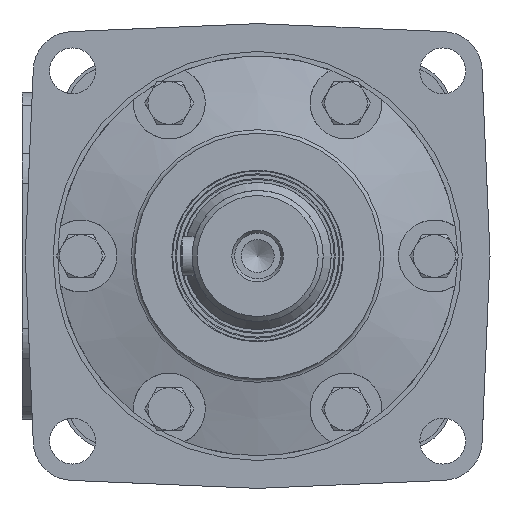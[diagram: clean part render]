
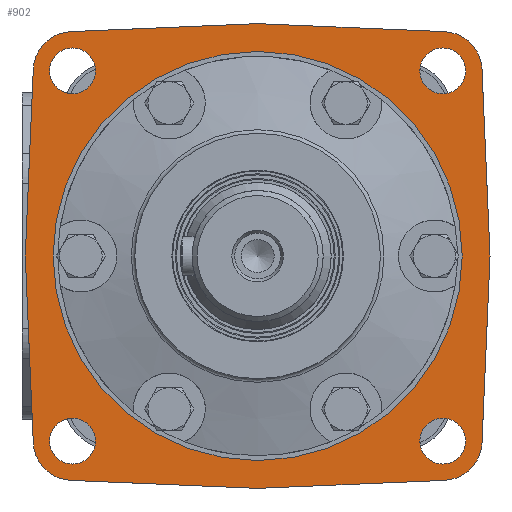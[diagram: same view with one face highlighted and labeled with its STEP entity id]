
A CAD part, left-side view. The second image highlights one B-rep face of the part: STEP entity #902.
In plain terms, the highlighted planar face has unit normal (-1, 0, 0).
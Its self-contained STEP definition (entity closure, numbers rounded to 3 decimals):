
#902 = ADVANCED_FACE( '', ( #2156, #2157, #2158, #2159, #2160, #2161 ), #2162, .F. );
#2156 = FACE_BOUND( '', #3950, .T. );
#2157 = FACE_BOUND( '', #3951, .T. );
#2158 = FACE_BOUND( '', #3952, .T. );
#2159 = FACE_BOUND( '', #3953, .T. );
#2160 = FACE_BOUND( '', #3954, .T. );
#2161 = FACE_OUTER_BOUND( '', #3955, .T. );
#2162 = PLANE( '', #3956 );
#3950 = EDGE_LOOP( '', ( #6335 ) );
#3951 = EDGE_LOOP( '', ( #6336 ) );
#3952 = EDGE_LOOP( '', ( #6337 ) );
#3953 = EDGE_LOOP( '', ( #6338 ) );
#3954 = EDGE_LOOP( '', ( #6339 ) );
#3955 = EDGE_LOOP( '', ( #6340, #6341, #6342, #6343, #6344, #6345, #6346, #6347, #6348, #6349, #6350, #6351 ) );
#3956 = AXIS2_PLACEMENT_3D( '', #6352, #6353, #6354 );
#6335 = ORIENTED_EDGE( '', *, *, #10183, .T. );
#6336 = ORIENTED_EDGE( '', *, *, #9805, .T. );
#6337 = ORIENTED_EDGE( '', *, *, #10184, .T. );
#6338 = ORIENTED_EDGE( '', *, *, #9983, .T. );
#6339 = ORIENTED_EDGE( '', *, *, #10185, .T. );
#6340 = ORIENTED_EDGE( '', *, *, #9731, .F. );
#6341 = ORIENTED_EDGE( '', *, *, #10186, .F. );
#6342 = ORIENTED_EDGE( '', *, *, #10187, .F. );
#6343 = ORIENTED_EDGE( '', *, *, #9715, .F. );
#6344 = ORIENTED_EDGE( '', *, *, #10188, .F. );
#6345 = ORIENTED_EDGE( '', *, *, #10189, .F. );
#6346 = ORIENTED_EDGE( '', *, *, #10190, .F. );
#6347 = ORIENTED_EDGE( '', *, *, #10191, .F. );
#6348 = ORIENTED_EDGE( '', *, *, #10192, .F. );
#6349 = ORIENTED_EDGE( '', *, *, #10193, .F. );
#6350 = ORIENTED_EDGE( '', *, *, #10194, .F. );
#6351 = ORIENTED_EDGE( '', *, *, #10195, .F. );
#6352 = CARTESIAN_POINT( '', ( 30.5, -56.569, 56.569 ) );
#6353 = DIRECTION( '', ( 1., 0., 0. ) );
#6354 = DIRECTION( '', ( 0., 0., -1. ) );
#9715 = EDGE_CURVE( '', #11400, #11402, #11403, .T. );
#9731 = EDGE_CURVE( '', #11429, #11431, #11432, .T. );
#9805 = EDGE_CURVE( '', #11565, #11565, #11566, .T. );
#9983 = EDGE_CURVE( '', #11870, #11870, #11871, .T. );
#10183 = EDGE_CURVE( '', #12185, #12185, #12186, .T. );
#10184 = EDGE_CURVE( '', #12187, #12187, #12188, .T. );
#10185 = EDGE_CURVE( '', #12189, #12189, #12190, .T. );
#10186 = EDGE_CURVE( '', #12191, #11429, #12192, .T. );
#10187 = EDGE_CURVE( '', #11402, #12191, #12193, .T. );
#10188 = EDGE_CURVE( '', #12194, #11400, #12195, .T. );
#10189 = EDGE_CURVE( '', #12196, #12194, #12197, .T. );
#10190 = EDGE_CURVE( '', #12198, #12196, #12199, .T. );
#10191 = EDGE_CURVE( '', #12200, #12198, #12201, .T. );
#10192 = EDGE_CURVE( '', #12202, #12200, #12203, .T. );
#10193 = EDGE_CURVE( '', #12204, #12202, #12205, .T. );
#10194 = EDGE_CURVE( '', #12206, #12204, #12207, .T. );
#10195 = EDGE_CURVE( '', #11431, #12206, #12208, .T. );
#11400 = VERTEX_POINT( '', #13827 );
#11402 = VERTEX_POINT( '', #13830 );
#11403 = LINE( '', #13831, #13832 );
#11429 = VERTEX_POINT( '', #13876 );
#11431 = VERTEX_POINT( '', #13879 );
#11432 = LINE( '', #13880, #13881 );
#11565 = VERTEX_POINT( '', #14147 );
#11566 = CIRCLE( '', #14148, 7. );
#11870 = VERTEX_POINT( '', #14637 );
#11871 = CIRCLE( '', #14638, 7. );
#12185 = VERTEX_POINT( '', #15304 );
#12186 = CIRCLE( '', #15305, 62.5 );
#12187 = VERTEX_POINT( '', #15306 );
#12188 = CIRCLE( '', #15307, 7. );
#12189 = VERTEX_POINT( '', #15308 );
#12190 = CIRCLE( '', #15309, 7. );
#12191 = VERTEX_POINT( '', #15310 );
#12192 = CIRCLE( '', #15311, 12. );
#12193 = LINE( '', #15312, #15313 );
#12194 = VERTEX_POINT( '', #15314 );
#12195 = CIRCLE( '', #15315, 12. );
#12196 = VERTEX_POINT( '', #15316 );
#12197 = LINE( '', #15317, #15318 );
#12198 = VERTEX_POINT( '', #15319 );
#12199 = LINE( '', #15320, #15321 );
#12200 = VERTEX_POINT( '', #15322 );
#12201 = CIRCLE( '', #15323, 12. );
#12202 = VERTEX_POINT( '', #15324 );
#12203 = LINE( '', #15325, #15326 );
#12204 = VERTEX_POINT( '', #15327 );
#12205 = LINE( '', #15328, #15329 );
#12206 = VERTEX_POINT( '', #15330 );
#12207 = CIRCLE( '', #15331, 12. );
#12208 = LINE( '', #15332, #15333 );
#13827 = CARTESIAN_POINT( '', ( 30.5, 68.558, -57.082 ) );
#13830 = CARTESIAN_POINT( '', ( 30.5, 71., 0. ) );
#13831 = CARTESIAN_POINT( '', ( 30.5, 68.558, -57.082 ) );
#13832 = VECTOR( '', #18197, 1000. );
#13876 = CARTESIAN_POINT( '', ( 30.5, 57.082, 68.558 ) );
#13879 = CARTESIAN_POINT( '', ( 30.5, 0., 71. ) );
#13880 = CARTESIAN_POINT( '', ( 30.5, 57.082, 68.558 ) );
#13881 = VECTOR( '', #18214, 1000. );
#14147 = CARTESIAN_POINT( '', ( 30.5, -56.57, 49.57 ) );
#14148 = AXIS2_PLACEMENT_3D( '', #18316, #18317, #18318 );
#14637 = CARTESIAN_POINT( '', ( 30.5, -56.57, -63.57 ) );
#14638 = AXIS2_PLACEMENT_3D( '', #18549, #18550, #18551 );
#15304 = CARTESIAN_POINT( '', ( 30.5, 0., -62.5 ) );
#15305 = AXIS2_PLACEMENT_3D( '', #18802, #18803, #18804 );
#15306 = CARTESIAN_POINT( '', ( 30.5, 56.57, 49.57 ) );
#15307 = AXIS2_PLACEMENT_3D( '', #18805, #18806, #18807 );
#15308 = CARTESIAN_POINT( '', ( 30.5, 56.57, -63.57 ) );
#15309 = AXIS2_PLACEMENT_3D( '', #18808, #18809, #18810 );
#15310 = CARTESIAN_POINT( '', ( 30.5, 68.558, 57.082 ) );
#15311 = AXIS2_PLACEMENT_3D( '', #18811, #18812, #18813 );
#15312 = CARTESIAN_POINT( '', ( 30.5, 71., 0. ) );
#15313 = VECTOR( '', #18814, 1000. );
#15314 = CARTESIAN_POINT( '', ( 30.5, 57.082, -68.558 ) );
#15315 = AXIS2_PLACEMENT_3D( '', #18815, #18816, #18817 );
#15316 = CARTESIAN_POINT( '', ( 30.5, 0., -71. ) );
#15317 = CARTESIAN_POINT( '', ( 30.5, 0., -71. ) );
#15318 = VECTOR( '', #18818, 1000. );
#15319 = CARTESIAN_POINT( '', ( 30.5, -57.082, -68.558 ) );
#15320 = CARTESIAN_POINT( '', ( 30.5, -57.082, -68.558 ) );
#15321 = VECTOR( '', #18819, 1000. );
#15322 = CARTESIAN_POINT( '', ( 30.5, -68.558, -57.082 ) );
#15323 = AXIS2_PLACEMENT_3D( '', #18820, #18821, #18822 );
#15324 = CARTESIAN_POINT( '', ( 30.5, -71., 0. ) );
#15325 = CARTESIAN_POINT( '', ( 30.5, -71., 0. ) );
#15326 = VECTOR( '', #18823, 1000. );
#15327 = CARTESIAN_POINT( '', ( 30.5, -68.558, 57.082 ) );
#15328 = CARTESIAN_POINT( '', ( 30.5, -68.558, 57.082 ) );
#15329 = VECTOR( '', #18824, 1000. );
#15330 = CARTESIAN_POINT( '', ( 30.5, -57.082, 68.558 ) );
#15331 = AXIS2_PLACEMENT_3D( '', #18825, #18826, #18827 );
#15332 = CARTESIAN_POINT( '', ( 30.5, 0., 71. ) );
#15333 = VECTOR( '', #18828, 1000. );
#18197 = DIRECTION( '', ( 0., 0.043, 0.999 ) );
#18214 = DIRECTION( '', ( 0., -0.999, 0.043 ) );
#18316 = CARTESIAN_POINT( '', ( 30.5, -56.57, 56.57 ) );
#18317 = DIRECTION( '', ( 1., 0., 0. ) );
#18318 = DIRECTION( '', ( 0., 0., -1. ) );
#18549 = CARTESIAN_POINT( '', ( 30.5, -56.57, -56.57 ) );
#18550 = DIRECTION( '', ( 1., 0., 0. ) );
#18551 = DIRECTION( '', ( 0., 0., -1. ) );
#18802 = CARTESIAN_POINT( '', ( 30.5, 0., 0. ) );
#18803 = DIRECTION( '', ( 1., 0., 0. ) );
#18804 = DIRECTION( '', ( 0., 0., -1. ) );
#18805 = CARTESIAN_POINT( '', ( 30.5, 56.57, 56.57 ) );
#18806 = DIRECTION( '', ( 1., 0., 0. ) );
#18807 = DIRECTION( '', ( 0., 0., -1. ) );
#18808 = CARTESIAN_POINT( '', ( 30.5, 56.57, -56.57 ) );
#18809 = DIRECTION( '', ( 1., 0., 0. ) );
#18810 = DIRECTION( '', ( 0., 0., -1. ) );
#18811 = CARTESIAN_POINT( '', ( 30.5, 56.569, 56.569 ) );
#18812 = DIRECTION( '', ( 1., 0., 0. ) );
#18813 = DIRECTION( '', ( 0., 0., -1. ) );
#18814 = DIRECTION( '', ( 0., -0.043, 0.999 ) );
#18815 = CARTESIAN_POINT( '', ( 30.5, 56.569, -56.569 ) );
#18816 = DIRECTION( '', ( 1., 0., 0. ) );
#18817 = DIRECTION( '', ( 0., 0., -1. ) );
#18818 = DIRECTION( '', ( 0., 0.999, 0.043 ) );
#18819 = DIRECTION( '', ( 0., 0.999, -0.043 ) );
#18820 = CARTESIAN_POINT( '', ( 30.5, -56.569, -56.569 ) );
#18821 = DIRECTION( '', ( 1., 0., 0. ) );
#18822 = DIRECTION( '', ( 0., 0., -1. ) );
#18823 = DIRECTION( '', ( 0., 0.043, -0.999 ) );
#18824 = DIRECTION( '', ( 0., -0.043, -0.999 ) );
#18825 = CARTESIAN_POINT( '', ( 30.5, -56.569, 56.569 ) );
#18826 = DIRECTION( '', ( 1., 0., 0. ) );
#18827 = DIRECTION( '', ( 0., 0., -1. ) );
#18828 = DIRECTION( '', ( 0., -0.999, -0.043 ) );
